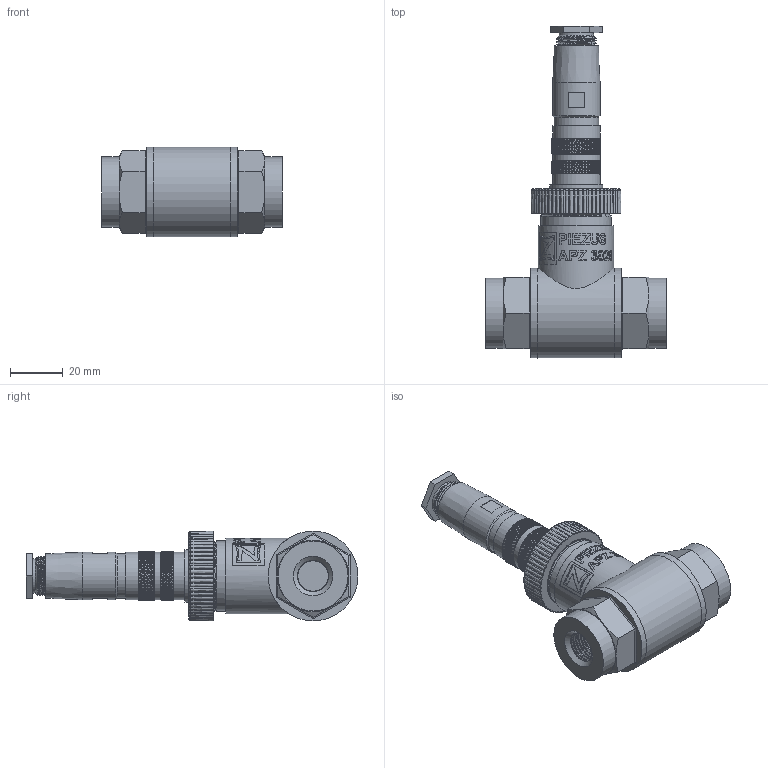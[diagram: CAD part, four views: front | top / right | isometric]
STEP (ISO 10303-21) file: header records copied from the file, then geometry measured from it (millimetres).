
FILE_DESCRIPTION(/* description */ (''),/* implementation_level */ '2;1');
FILE_NAME(/* name */ 'APZ3020_G1''4-internal-axial_Binder.step',/* time_stamp */ '2021-07-28T15:21:20+03:00',/* author */ (''),/* organization */ (''),/* preprocessor_version */ 'ST-DEVELOPER v18.1',/* originating_system */ 'Autodesk Translation Framework v10.9.0.1377',/* authorisation */ '');
FILE_SCHEMA (('AUTOMOTIVE_DESIGN { 1 0 10303 214 3 1 1 }'));
Length unit declared in the file: millimetre
Products named in the file (9): АПЗ 3020 - filled; G 1\4 internal; shell; shell2; nut M27x1.5 v8; Binder 723 assembly v4; Binder 723 female v10; Binder 723 male v8; nut3
Assembly tree (8 placements, depth 3):
  АПЗ 3020 - filled
    G 1\4 internal
    shell
    shell2
    nut M27x1.5 v8
    Binder 723 assembly v4
      Binder 723 female v10
      Binder 723 male v8
    nut3
Bounding box: 68.2 x 125.63 x 34 mm (x, y, z)
Volume: 83285 mm3; surface area: 35231.1 mm2
Topology: 8 solids, 8 shells, 3585 faces, 9061 edges, 5918 vertices
Faces by surface type: plane 2167, cylinder 650, bspline 450, cone 311, torus 7
Full cylindrical faces by diameter (mm): 1 x15, 1.5 x5, 10 x1, 11.8 x1, 12 x1, 13 x1, 13.157 x10, 13.5 x3, 13.741 x3, 14.884 x2, 15.044 x5, 15.2 x1, 15.908 x4, 16.8 x1, 17.044 x7, 17.283 x6, 17.6 x1, 17.908 x7, 18 x4, 18.124 x7, 18.161 x2, 20 x1, 21.4 x2, 22.3 x1, 23.6 x1, 24 x3, 24.5 x2, 24.6 x4, 25.132 x4, 25.526 x4
Entity records: 139092 total; most frequent: CARTESIAN_POINT 53610, DIRECTION 18137, ORIENTED_EDGE 18114, EDGE_CURVE 9057, AXIS2_PLACEMENT_3D 7817, VERTEX_POINT 5916, EDGE_LOOP 4023, ELLIPSE 3882
